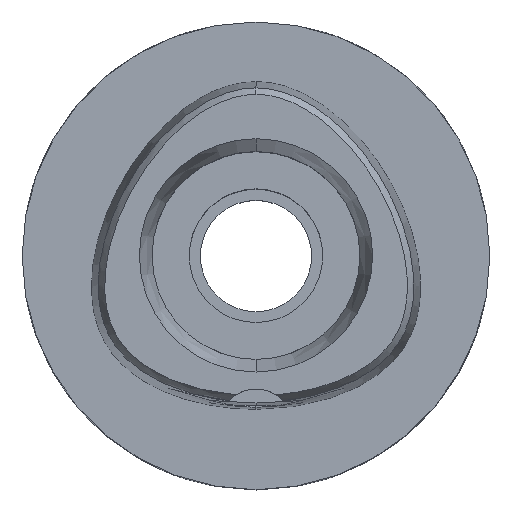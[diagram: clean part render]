
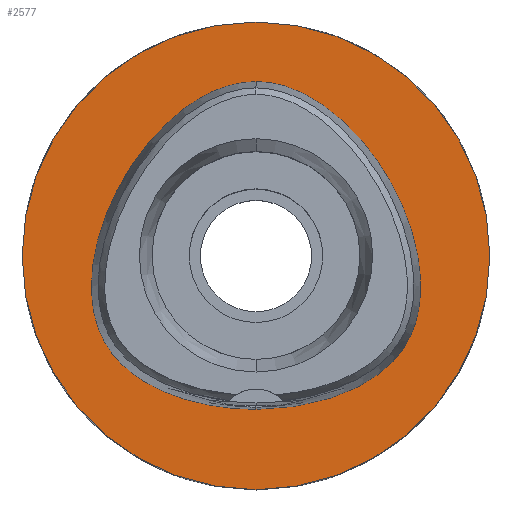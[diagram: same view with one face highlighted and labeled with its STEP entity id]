
A CAD part, top view. The second image highlights one B-rep face of the part: STEP entity #2577.
In plain terms, the highlighted planar face has unit normal (0, 0, 1).
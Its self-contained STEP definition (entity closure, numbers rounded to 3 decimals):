
#55 = CARTESIAN_POINT ( 'NONE',  ( 0., 0., 0. ) ) ;
#181 = CARTESIAN_POINT ( 'NONE',  ( 18.068, 10.432, 0. ) ) ;
#318 = CARTESIAN_POINT ( 'NONE',  ( -14.408, 15.641, 0. ) ) ;
#375 = CARTESIAN_POINT ( 'NONE',  ( -19.649, -12.825, 0. ) ) ;
#428 = DIRECTION ( 'NONE',  ( 0., -1., 0. ) ) ;
#458 = VERTEX_POINT ( 'NONE', #1910 ) ;
#468 = CARTESIAN_POINT ( 'NONE',  ( -11.233, -18.893, 0. ) ) ;
#575 = CARTESIAN_POINT ( 'NONE',  ( 0.855, 23.475, 0. ) ) ;
#605 = CARTESIAN_POINT ( 'NONE',  ( 19.649, -12.825, 0. ) ) ;
#663 = CARTESIAN_POINT ( 'NONE',  ( 0., 23.475, 0. ) ) ;
#676 = EDGE_CURVE ( 'NONE', #1625, #458, #3446, .T. ) ;
#718 = CARTESIAN_POINT ( 'NONE',  ( -2.565, 23.293, 0. ) ) ;
#781 = CARTESIAN_POINT ( 'NONE',  ( -20.749, 4.657, 0. ) ) ;
#863 = AXIS2_PLACEMENT_3D ( 'NONE', #5209, #2162, #428 ) ;
#1004 = FACE_OUTER_BOUND ( 'NONE', #4059, .T. ) ;
#1079 = CARTESIAN_POINT ( 'NONE',  ( 21.978, -0.281, 0. ) ) ;
#1192 = CARTESIAN_POINT ( 'NONE',  ( -0.855, 23.475, 0. ) ) ;
#1328 = VERTEX_POINT ( 'NONE', #4364 ) ;
#1416 = CARTESIAN_POINT ( 'NONE',  ( 6.341, -20.298, 0. ) ) ;
#1441 = CARTESIAN_POINT ( 'NONE',  ( 7.571, 21.315, 0. ) ) ;
#1464 = CARTESIAN_POINT ( 'NONE',  ( 0., -20.675, 0. ) ) ;
#1490 = EDGE_LOOP ( 'NONE', ( #1591, #5205 ) ) ;
#1491 = CARTESIAN_POINT ( 'NONE',  ( 0., -20.675, 0. ) ) ;
#1591 = ORIENTED_EDGE ( 'NONE', *, *, #2984, .F. ) ;
#1625 = VERTEX_POINT ( 'NONE', #1464 ) ;
#1791 = DIRECTION ( 'NONE',  ( 0., 1., 0. ) ) ;
#1824 = CARTESIAN_POINT ( 'NONE',  ( 5.098, 22.526, 0. ) ) ;
#1906 = PLANE ( 'NONE',  #4998 ) ;
#1910 = CARTESIAN_POINT ( 'NONE',  ( 0., 23.475, 0. ) ) ;
#2051 = CARTESIAN_POINT ( 'NONE',  ( 0., 31.5, 0. ) ) ;
#2132 = VERTEX_POINT ( 'NONE', #2051 ) ;
#2162 = DIRECTION ( 'NONE',  ( 0., 0., -1. ) ) ;
#2175 = CARTESIAN_POINT ( 'NONE',  ( -14.673, -17.214, 0. ) ) ;
#2353 = CARTESIAN_POINT ( 'NONE',  ( 16.959, -15.678, 0. ) ) ;
#2379 = CARTESIAN_POINT ( 'NONE',  ( 22.057, -6.848, 0. ) ) ;
#2414 = CARTESIAN_POINT ( 'NONE',  ( -7.571, 21.315, 0. ) ) ;
#2442 = CARTESIAN_POINT ( 'NONE',  ( -5.098, 22.526, 0. ) ) ;
#2481 = CARTESIAN_POINT ( 'NONE',  ( -21.978, -0.281, 0. ) ) ;
#2512 = CARTESIAN_POINT ( 'NONE',  ( -16.959, -15.678, 0. ) ) ;
#2538 = CARTESIAN_POINT ( 'NONE',  ( -21.555, -8.996, 0. ) ) ;
#2570 = CARTESIAN_POINT ( 'NONE',  ( -18.568, -14.169, 0. ) ) ;
#2577 = ADVANCED_FACE ( 'NONE', ( #1004, #5321 ), #1906, .F. ) ;
#2702 = CARTESIAN_POINT ( 'NONE',  ( 0., 0., 0. ) ) ;
#2782 = CARTESIAN_POINT ( 'NONE',  ( 14.408, 15.641, 0. ) ) ;
#2984 = EDGE_CURVE ( 'NONE', #458, #1625, #4394, .T. ) ;
#3154 = CARTESIAN_POINT ( 'NONE',  ( 2.565, 23.293, 0. ) ) ;
#3207 = CARTESIAN_POINT ( 'NONE',  ( 2.114, -20.675, 0. ) ) ;
#3228 = CARTESIAN_POINT ( 'NONE',  ( 10.746, 19.174, 0. ) ) ;
#3261 = CIRCLE ( 'NONE', #863, 31.5 ) ;
#3354 = CARTESIAN_POINT ( 'NONE',  ( -20.35, -11.749, 0. ) ) ;
#3441 = EDGE_CURVE ( 'NONE', #1328, #2132, #3261, .T. ) ;
#3446 = B_SPLINE_CURVE_WITH_KNOTS ( 'NONE', 3,
 ( #1491, #3207, #1416, #4005, #3631, #2353, #5345, #605, #5319, #4437, #4039, #2379, #4931, #1079, #4113, #181, #2782, #3228, #1441, #1824, #3154, #575, #4904 ),
 .UNSPECIFIED., .F., .F.,
 ( 4, 1, 1, 1, 1, 1, 1, 1, 1, 1, 1, 1, 1, 1, 1, 1, 1, 1, 1, 1, 4 ),
 ( 0., 0.083, 0.167, 0.208, 0.25, 0.292, 0.313, 0.333, 0.354, 0.375, 0.417, 0.458, 0.5, 0.583, 0.667, 0.75, 0.833, 0.875, 0.917, 0.958, 1. ),
 .UNSPECIFIED. ) ;
#3478 = CARTESIAN_POINT ( 'NONE',  ( 0., -20.675, 0. ) ) ;
#3631 = CARTESIAN_POINT ( 'NONE',  ( 14.673, -17.214, 0. ) ) ;
#3722 = CARTESIAN_POINT ( 'NONE',  ( -10.746, 19.174, 0. ) ) ;
#3755 = CARTESIAN_POINT ( 'NONE',  ( -18.068, 10.432, 0. ) ) ;
#3923 = AXIS2_PLACEMENT_3D ( 'NONE', #55, #4454, #1791 ) ;
#4005 = CARTESIAN_POINT ( 'NONE',  ( 11.233, -18.893, 0. ) ) ;
#4008 = DIRECTION ( 'NONE',  ( 0., 0., -1. ) ) ;
#4039 = CARTESIAN_POINT ( 'NONE',  ( 21.555, -8.996, 0. ) ) ;
#4059 = EDGE_LOOP ( 'NONE', ( #4643, #4120 ) ) ;
#4113 = CARTESIAN_POINT ( 'NONE',  ( 20.749, 4.657, 0. ) ) ;
#4120 = ORIENTED_EDGE ( 'NONE', *, *, #3441, .F. ) ;
#4237 = EDGE_CURVE ( 'NONE', #2132, #1328, #4383, .T. ) ;
#4242 = CARTESIAN_POINT ( 'NONE',  ( -2.114, -20.675, 0. ) ) ;
#4268 = CARTESIAN_POINT ( 'NONE',  ( -20.932, -10.604, 0. ) ) ;
#4331 = CARTESIAN_POINT ( 'NONE',  ( -22.245, -4.1, 0. ) ) ;
#4360 = CARTESIAN_POINT ( 'NONE',  ( -22.057, -6.848, 0. ) ) ;
#4364 = CARTESIAN_POINT ( 'NONE',  ( 0., -31.5, 0. ) ) ;
#4383 = CIRCLE ( 'NONE', #3923, 31.5 ) ;
#4394 = B_SPLINE_CURVE_WITH_KNOTS ( 'NONE', 3,
 ( #663, #1192, #718, #2442, #2414, #3722, #318, #3755, #781, #2481, #4331, #4360, #2538, #4268, #3354, #375, #2570, #2512, #2175, #468, #4722, #4242, #3478 ),
 .UNSPECIFIED., .F., .F.,
 ( 4, 1, 1, 1, 1, 1, 1, 1, 1, 1, 1, 1, 1, 1, 1, 1, 1, 1, 1, 1, 4 ),
 ( 0., 0.042, 0.083, 0.125, 0.167, 0.25, 0.333, 0.417, 0.5, 0.542, 0.583, 0.625, 0.646, 0.667, 0.688, 0.708, 0.75, 0.792, 0.833, 0.917, 1. ),
 .UNSPECIFIED. ) ;
#4437 = CARTESIAN_POINT ( 'NONE',  ( 20.932, -10.604, 0. ) ) ;
#4439 = DIRECTION ( 'NONE',  ( 0., -1., 0. ) ) ;
#4454 = DIRECTION ( 'NONE',  ( 0., 0., -1. ) ) ;
#4643 = ORIENTED_EDGE ( 'NONE', *, *, #4237, .F. ) ;
#4722 = CARTESIAN_POINT ( 'NONE',  ( -6.341, -20.298, 0. ) ) ;
#4904 = CARTESIAN_POINT ( 'NONE',  ( 0., 23.475, 0. ) ) ;
#4931 = CARTESIAN_POINT ( 'NONE',  ( 22.245, -4.1, 0. ) ) ;
#4998 = AXIS2_PLACEMENT_3D ( 'NONE', #2702, #4008, #4439 ) ;
#5205 = ORIENTED_EDGE ( 'NONE', *, *, #676, .F. ) ;
#5209 = CARTESIAN_POINT ( 'NONE',  ( 0., 0., 0. ) ) ;
#5319 = CARTESIAN_POINT ( 'NONE',  ( 20.35, -11.749, 0. ) ) ;
#5321 = FACE_BOUND ( 'NONE', #1490, .T. ) ;
#5345 = CARTESIAN_POINT ( 'NONE',  ( 18.568, -14.169, 0. ) ) ;
